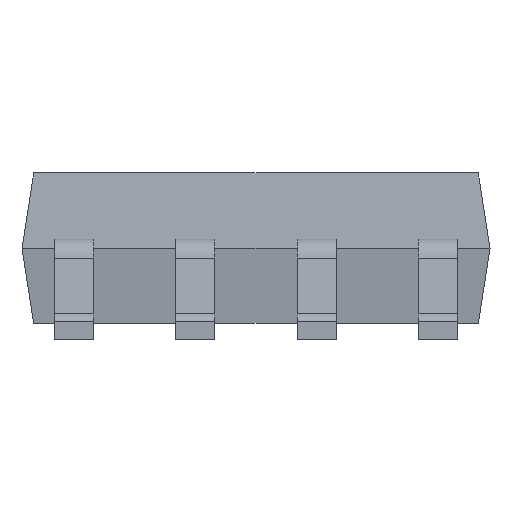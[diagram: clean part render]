
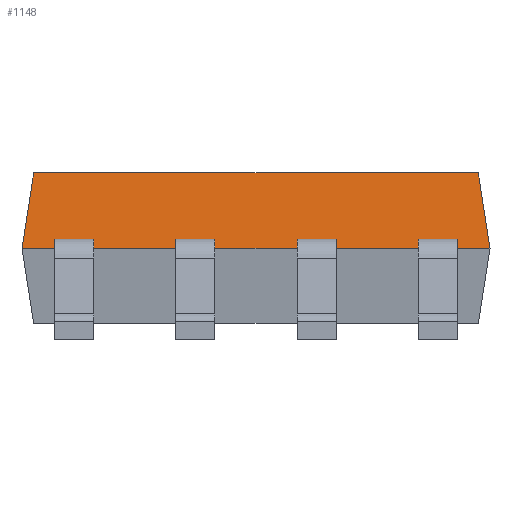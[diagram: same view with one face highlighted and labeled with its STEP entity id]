
A CAD part, left-side view. The second image highlights one B-rep face of the part: STEP entity #1148.
In plain terms, the highlighted free-form (B-spline) face has degree [1, 1] with [2, 2] control points.
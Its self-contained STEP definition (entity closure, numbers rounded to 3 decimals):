
#24 = VERTEX_POINT('',#25);
#25 = CARTESIAN_POINT('',(-1.85,-2.33,1.75));
#31 = EDGE_CURVE('',#24,#32,#34,.T.);
#32 = VERTEX_POINT('',#33);
#33 = CARTESIAN_POINT('',(-1.85,2.33,1.75));
#34 = LINE('',#35,#36);
#35 = CARTESIAN_POINT('',(-1.85,-2.33,1.75));
#36 = VECTOR('',#37,1.);
#37 = DIRECTION('',(0.,1.,0.));
#953 = EDGE_CURVE('',#24,#954,#956,.T.);
#954 = VERTEX_POINT('',#955);
#955 = CARTESIAN_POINT('',(-1.948,-2.453,0.963));
#956 = B_SPLINE_CURVE_WITH_KNOTS('',1,(#957,#958),.UNSPECIFIED.,.F.,.F.,
  (2,2),(0.,1.),.PIECEWISE_BEZIER_KNOTS.);
#957 = CARTESIAN_POINT('',(-1.85,-2.33,1.75));
#958 = CARTESIAN_POINT('',(-1.948,-2.453,0.963));
#1148 = ADVANCED_FACE('',(#1149),#1314,.T.);
#1149 = FACE_BOUND('',#1150,.T.);
#1150 = EDGE_LOOP('',(#1151,#1152,#1153,#1160,#1168,#1180,#1187,#1199,
    #1207,#1217,#1224,#1234,#1242,#1252,#1259,#1269,#1277,#1289,#1296,
    #1308));
#1151 = ORIENTED_EDGE('',*,*,#953,.F.);
#1152 = ORIENTED_EDGE('',*,*,#31,.T.);
#1153 = ORIENTED_EDGE('',*,*,#1154,.T.);
#1154 = EDGE_CURVE('',#32,#1155,#1157,.T.);
#1155 = VERTEX_POINT('',#1156);
#1156 = CARTESIAN_POINT('',(-1.948,2.453,0.963));
#1157 = B_SPLINE_CURVE_WITH_KNOTS('',1,(#1158,#1159),.UNSPECIFIED.,.F.,
  .F.,(2,2),(0.,1.),.PIECEWISE_BEZIER_KNOTS.);
#1158 = CARTESIAN_POINT('',(-1.85,2.33,1.75));
#1159 = CARTESIAN_POINT('',(-1.948,2.453,0.963));
#1160 = ORIENTED_EDGE('',*,*,#1161,.F.);
#1161 = EDGE_CURVE('',#1162,#1155,#1164,.T.);
#1162 = VERTEX_POINT('',#1163);
#1163 = CARTESIAN_POINT('',(-1.948,2.11,0.963));
#1164 = LINE('',#1165,#1166);
#1165 = CARTESIAN_POINT('',(-1.948,-2.453,0.963));
#1166 = VECTOR('',#1167,1.);
#1167 = DIRECTION('',(0.,1.,0.));
#1168 = ORIENTED_EDGE('',*,*,#1169,.F.);
#1169 = EDGE_CURVE('',#1170,#1162,#1172,.T.);
#1170 = VERTEX_POINT('',#1171);
#1171 = CARTESIAN_POINT('',(-1.936,2.11,1.058));
#1172 = B_SPLINE_CURVE_WITH_KNOTS('',6,(#1173,#1174,#1175,#1176,#1177,
    #1178,#1179),.UNSPECIFIED.,.F.,.F.,(7,7),(0.,1.),
  .PIECEWISE_BEZIER_KNOTS.);
#1173 = CARTESIAN_POINT('',(-1.936,2.11,1.058));
#1174 = CARTESIAN_POINT('',(-1.938,2.11,1.041));
#1175 = CARTESIAN_POINT('',(-1.939,2.11,1.028));
#1176 = CARTESIAN_POINT('',(-1.942,2.11,1.011));
#1177 = CARTESIAN_POINT('',(-1.944,2.11,0.989));
#1178 = CARTESIAN_POINT('',(-1.947,2.11,0.968));
#1179 = CARTESIAN_POINT('',(-1.948,2.11,0.963));
#1180 = ORIENTED_EDGE('',*,*,#1181,.T.);
#1181 = EDGE_CURVE('',#1170,#1182,#1184,.T.);
#1182 = VERTEX_POINT('',#1183);
#1183 = CARTESIAN_POINT('',(-1.936,1.7,1.058));
#1184 = B_SPLINE_CURVE_WITH_KNOTS('',1,(#1185,#1186),.UNSPECIFIED.,.F.,
  .F.,(2,2),(0.,1.),.PIECEWISE_BEZIER_KNOTS.);
#1185 = CARTESIAN_POINT('',(-1.936,2.11,1.058));
#1186 = CARTESIAN_POINT('',(-1.936,1.7,1.058));
#1187 = ORIENTED_EDGE('',*,*,#1188,.T.);
#1188 = EDGE_CURVE('',#1182,#1189,#1191,.T.);
#1189 = VERTEX_POINT('',#1190);
#1190 = CARTESIAN_POINT('',(-1.948,1.7,0.963));
#1191 = B_SPLINE_CURVE_WITH_KNOTS('',6,(#1192,#1193,#1194,#1195,#1196,
    #1197,#1198),.UNSPECIFIED.,.F.,.F.,(7,7),(0.,1.),
  .PIECEWISE_BEZIER_KNOTS.);
#1192 = CARTESIAN_POINT('',(-1.936,1.7,1.058));
#1193 = CARTESIAN_POINT('',(-1.938,1.7,1.039));
#1194 = CARTESIAN_POINT('',(-1.94,1.7,1.026));
#1195 = CARTESIAN_POINT('',(-1.942,1.7,1.009));
#1196 = CARTESIAN_POINT('',(-1.944,1.7,0.988));
#1197 = CARTESIAN_POINT('',(-1.947,1.7,0.967));
#1198 = CARTESIAN_POINT('',(-1.948,1.7,0.963));
#1199 = ORIENTED_EDGE('',*,*,#1200,.F.);
#1200 = EDGE_CURVE('',#1201,#1189,#1203,.T.);
#1201 = VERTEX_POINT('',#1202);
#1202 = CARTESIAN_POINT('',(-1.948,0.84,0.963));
#1203 = LINE('',#1204,#1205);
#1204 = CARTESIAN_POINT('',(-1.948,-2.453,0.963));
#1205 = VECTOR('',#1206,1.);
#1206 = DIRECTION('',(0.,1.,0.));
#1207 = ORIENTED_EDGE('',*,*,#1208,.F.);
#1208 = EDGE_CURVE('',#1209,#1201,#1211,.T.);
#1209 = VERTEX_POINT('',#1210);
#1210 = CARTESIAN_POINT('',(-1.936,0.84,1.058));
#1211 = B_SPLINE_CURVE_WITH_KNOTS('',4,(#1212,#1213,#1214,#1215,#1216),
  .UNSPECIFIED.,.F.,.F.,(5,5),(0.,1.),.PIECEWISE_BEZIER_KNOTS.);
#1212 = CARTESIAN_POINT('',(-1.936,0.84,1.058));
#1213 = CARTESIAN_POINT('',(-1.939,0.84,1.034));
#1214 = CARTESIAN_POINT('',(-1.942,0.84,1.01));
#1215 = CARTESIAN_POINT('',(-1.945,0.84,0.986));
#1216 = CARTESIAN_POINT('',(-1.948,0.84,0.963));
#1217 = ORIENTED_EDGE('',*,*,#1218,.T.);
#1218 = EDGE_CURVE('',#1209,#1219,#1221,.T.);
#1219 = VERTEX_POINT('',#1220);
#1220 = CARTESIAN_POINT('',(-1.936,0.43,1.058));
#1221 = B_SPLINE_CURVE_WITH_KNOTS('',1,(#1222,#1223),.UNSPECIFIED.,.F.,
  .F.,(2,2),(0.,1.),.PIECEWISE_BEZIER_KNOTS.);
#1222 = CARTESIAN_POINT('',(-1.936,0.84,1.058));
#1223 = CARTESIAN_POINT('',(-1.936,0.43,1.058));
#1224 = ORIENTED_EDGE('',*,*,#1225,.T.);
#1225 = EDGE_CURVE('',#1219,#1226,#1228,.T.);
#1226 = VERTEX_POINT('',#1227);
#1227 = CARTESIAN_POINT('',(-1.948,0.43,0.963));
#1228 = B_SPLINE_CURVE_WITH_KNOTS('',4,(#1229,#1230,#1231,#1232,#1233),
  .UNSPECIFIED.,.F.,.F.,(5,5),(0.,1.),.PIECEWISE_BEZIER_KNOTS.);
#1229 = CARTESIAN_POINT('',(-1.936,0.43,1.058));
#1230 = CARTESIAN_POINT('',(-1.939,0.43,1.034));
#1231 = CARTESIAN_POINT('',(-1.942,0.43,1.01));
#1232 = CARTESIAN_POINT('',(-1.945,0.43,0.986));
#1233 = CARTESIAN_POINT('',(-1.948,0.43,0.963));
#1234 = ORIENTED_EDGE('',*,*,#1235,.F.);
#1235 = EDGE_CURVE('',#1236,#1226,#1238,.T.);
#1236 = VERTEX_POINT('',#1237);
#1237 = CARTESIAN_POINT('',(-1.948,-0.43,0.963));
#1238 = LINE('',#1239,#1240);
#1239 = CARTESIAN_POINT('',(-1.948,-2.453,0.963));
#1240 = VECTOR('',#1241,1.);
#1241 = DIRECTION('',(0.,1.,0.));
#1242 = ORIENTED_EDGE('',*,*,#1243,.F.);
#1243 = EDGE_CURVE('',#1244,#1236,#1246,.T.);
#1244 = VERTEX_POINT('',#1245);
#1245 = CARTESIAN_POINT('',(-1.936,-0.43,1.058));
#1246 = B_SPLINE_CURVE_WITH_KNOTS('',4,(#1247,#1248,#1249,#1250,#1251),
  .UNSPECIFIED.,.F.,.F.,(5,5),(0.,1.),.PIECEWISE_BEZIER_KNOTS.);
#1247 = CARTESIAN_POINT('',(-1.936,-0.43,1.058));
#1248 = CARTESIAN_POINT('',(-1.939,-0.43,1.034));
#1249 = CARTESIAN_POINT('',(-1.942,-0.43,1.01));
#1250 = CARTESIAN_POINT('',(-1.945,-0.43,0.986));
#1251 = CARTESIAN_POINT('',(-1.948,-0.43,0.963));
#1252 = ORIENTED_EDGE('',*,*,#1253,.T.);
#1253 = EDGE_CURVE('',#1244,#1254,#1256,.T.);
#1254 = VERTEX_POINT('',#1255);
#1255 = CARTESIAN_POINT('',(-1.936,-0.84,1.058));
#1256 = B_SPLINE_CURVE_WITH_KNOTS('',1,(#1257,#1258),.UNSPECIFIED.,.F.,
  .F.,(2,2),(0.,1.),.PIECEWISE_BEZIER_KNOTS.);
#1257 = CARTESIAN_POINT('',(-1.936,-0.43,1.058));
#1258 = CARTESIAN_POINT('',(-1.936,-0.84,1.058));
#1259 = ORIENTED_EDGE('',*,*,#1260,.T.);
#1260 = EDGE_CURVE('',#1254,#1261,#1263,.T.);
#1261 = VERTEX_POINT('',#1262);
#1262 = CARTESIAN_POINT('',(-1.948,-0.84,0.963));
#1263 = B_SPLINE_CURVE_WITH_KNOTS('',4,(#1264,#1265,#1266,#1267,#1268),
  .UNSPECIFIED.,.F.,.F.,(5,5),(0.,1.),.PIECEWISE_BEZIER_KNOTS.);
#1264 = CARTESIAN_POINT('',(-1.936,-0.84,1.058));
#1265 = CARTESIAN_POINT('',(-1.939,-0.84,1.034));
#1266 = CARTESIAN_POINT('',(-1.942,-0.84,1.01));
#1267 = CARTESIAN_POINT('',(-1.945,-0.84,0.986));
#1268 = CARTESIAN_POINT('',(-1.948,-0.84,0.963));
#1269 = ORIENTED_EDGE('',*,*,#1270,.F.);
#1270 = EDGE_CURVE('',#1271,#1261,#1273,.T.);
#1271 = VERTEX_POINT('',#1272);
#1272 = CARTESIAN_POINT('',(-1.948,-1.7,0.963));
#1273 = LINE('',#1274,#1275);
#1274 = CARTESIAN_POINT('',(-1.948,-2.453,0.963));
#1275 = VECTOR('',#1276,1.);
#1276 = DIRECTION('',(0.,1.,0.));
#1277 = ORIENTED_EDGE('',*,*,#1278,.F.);
#1278 = EDGE_CURVE('',#1279,#1271,#1281,.T.);
#1279 = VERTEX_POINT('',#1280);
#1280 = CARTESIAN_POINT('',(-1.936,-1.7,1.058));
#1281 = B_SPLINE_CURVE_WITH_KNOTS('',6,(#1282,#1283,#1284,#1285,#1286,
    #1287,#1288),.UNSPECIFIED.,.F.,.F.,(7,7),(0.,1.),
  .PIECEWISE_BEZIER_KNOTS.);
#1282 = CARTESIAN_POINT('',(-1.936,-1.7,1.058));
#1283 = CARTESIAN_POINT('',(-1.938,-1.7,1.039));
#1284 = CARTESIAN_POINT('',(-1.94,-1.7,1.026));
#1285 = CARTESIAN_POINT('',(-1.942,-1.7,1.009));
#1286 = CARTESIAN_POINT('',(-1.944,-1.7,0.988));
#1287 = CARTESIAN_POINT('',(-1.947,-1.7,0.967));
#1288 = CARTESIAN_POINT('',(-1.948,-1.7,0.963));
#1289 = ORIENTED_EDGE('',*,*,#1290,.T.);
#1290 = EDGE_CURVE('',#1279,#1291,#1293,.T.);
#1291 = VERTEX_POINT('',#1292);
#1292 = CARTESIAN_POINT('',(-1.936,-2.11,1.058));
#1293 = B_SPLINE_CURVE_WITH_KNOTS('',1,(#1294,#1295),.UNSPECIFIED.,.F.,
  .F.,(2,2),(0.,1.),.PIECEWISE_BEZIER_KNOTS.);
#1294 = CARTESIAN_POINT('',(-1.936,-1.7,1.058));
#1295 = CARTESIAN_POINT('',(-1.936,-2.11,1.058));
#1296 = ORIENTED_EDGE('',*,*,#1297,.T.);
#1297 = EDGE_CURVE('',#1291,#1298,#1300,.T.);
#1298 = VERTEX_POINT('',#1299);
#1299 = CARTESIAN_POINT('',(-1.948,-2.11,0.963));
#1300 = B_SPLINE_CURVE_WITH_KNOTS('',6,(#1301,#1302,#1303,#1304,#1305,
    #1306,#1307),.UNSPECIFIED.,.F.,.F.,(7,7),(0.,1.),
  .PIECEWISE_BEZIER_KNOTS.);
#1301 = CARTESIAN_POINT('',(-1.936,-2.11,1.058));
#1302 = CARTESIAN_POINT('',(-1.938,-2.11,1.041));
#1303 = CARTESIAN_POINT('',(-1.939,-2.11,1.028));
#1304 = CARTESIAN_POINT('',(-1.942,-2.11,1.011));
#1305 = CARTESIAN_POINT('',(-1.944,-2.11,0.989));
#1306 = CARTESIAN_POINT('',(-1.947,-2.11,0.968));
#1307 = CARTESIAN_POINT('',(-1.948,-2.11,0.963));
#1308 = ORIENTED_EDGE('',*,*,#1309,.F.);
#1309 = EDGE_CURVE('',#954,#1298,#1310,.T.);
#1310 = LINE('',#1311,#1312);
#1311 = CARTESIAN_POINT('',(-1.948,-2.453,0.963));
#1312 = VECTOR('',#1313,1.);
#1313 = DIRECTION('',(0.,1.,0.));
#1314 = B_SPLINE_SURFACE_WITH_KNOTS('',1,1,(
    (#1315,#1316)
    ,(#1317,#1318
    )),.UNSPECIFIED.,.F.,.F.,.F.,(2,2),(2,2),(0.,4.905),(0.,1.),
  .PIECEWISE_BEZIER_KNOTS.);
#1315 = CARTESIAN_POINT('',(-1.85,-2.33,1.75));
#1316 = CARTESIAN_POINT('',(-1.948,-2.453,0.963));
#1317 = CARTESIAN_POINT('',(-1.85,2.33,1.75));
#1318 = CARTESIAN_POINT('',(-1.948,2.453,0.963));
